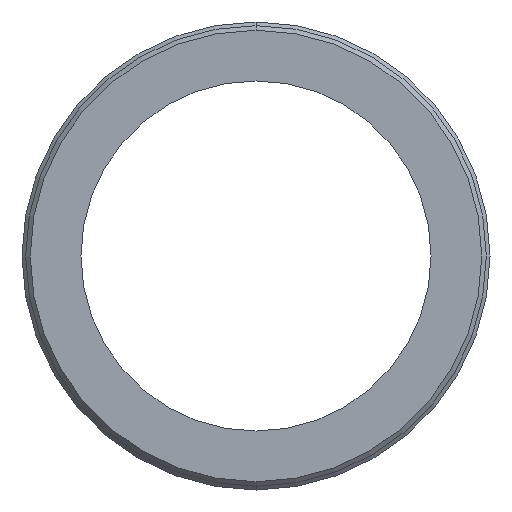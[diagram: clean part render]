
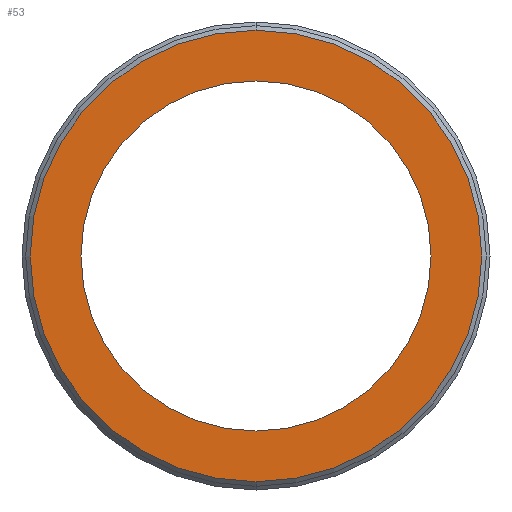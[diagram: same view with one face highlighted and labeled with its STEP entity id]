
A CAD part, front view. The second image highlights one B-rep face of the part: STEP entity #53.
In plain terms, the highlighted planar face has unit normal (0, -1, 0).
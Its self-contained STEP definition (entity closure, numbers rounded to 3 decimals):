
#21 = EDGE_CURVE ( 'NONE', #455, #651, #697, .T. ) ;
#53 = ADVANCED_FACE ( 'NONE', ( #745, #301 ), #713, .T. ) ;
#73 = ORIENTED_EDGE ( 'NONE', *, *, #954, .T. ) ;
#115 = CARTESIAN_POINT ( 'NONE',  ( 0., 0., -24.5 ) ) ;
#121 = EDGE_LOOP ( 'NONE', ( #659, #1071 ) ) ;
#128 = DIRECTION ( 'NONE',  ( 0., -1., 0. ) ) ;
#131 = DIRECTION ( 'NONE',  ( 0., 0., -1. ) ) ;
#149 = DIRECTION ( 'NONE',  ( 0., 0., -1. ) ) ;
#223 = CARTESIAN_POINT ( 'NONE',  ( 0., 0., 24.5 ) ) ;
#276 = AXIS2_PLACEMENT_3D ( 'NONE', #722, #778, #131 ) ;
#277 = VERTEX_POINT ( 'NONE', #115 ) ;
#301 = FACE_BOUND ( 'NONE', #121, .T. ) ;
#359 = DIRECTION ( 'NONE',  ( 0., 0., -1. ) ) ;
#391 = DIRECTION ( 'NONE',  ( 0., 0., -1. ) ) ;
#396 = CARTESIAN_POINT ( 'NONE',  ( 19., 0., 0. ) ) ;
#407 = DIRECTION ( 'NONE',  ( 0., -1., 0. ) ) ;
#445 = VERTEX_POINT ( 'NONE', #223 ) ;
#455 = VERTEX_POINT ( 'NONE', #990 ) ;
#543 = EDGE_LOOP ( 'NONE', ( #73, #1032 ) ) ;
#566 = DIRECTION ( 'NONE',  ( 0., -1., 0. ) ) ;
#567 = DIRECTION ( 'NONE',  ( 0., -1., 0. ) ) ;
#639 = CIRCLE ( 'NONE', #835, 19. ) ;
#651 = VERTEX_POINT ( 'NONE', #715 ) ;
#659 = ORIENTED_EDGE ( 'NONE', *, *, #21, .F. ) ;
#683 = AXIS2_PLACEMENT_3D ( 'NONE', #997, #128, #149 ) ;
#697 = CIRCLE ( 'NONE', #276, 19. ) ;
#712 = DIRECTION ( 'NONE',  ( 0., 0., -1. ) ) ;
#713 = PLANE ( 'NONE',  #1073 ) ;
#715 = CARTESIAN_POINT ( 'NONE',  ( 0., 0., 19. ) ) ;
#722 = CARTESIAN_POINT ( 'NONE',  ( 0., 0., 0. ) ) ;
#745 = FACE_OUTER_BOUND ( 'NONE', #543, .T. ) ;
#754 = EDGE_CURVE ( 'NONE', #651, #455, #639, .T. ) ;
#778 = DIRECTION ( 'NONE',  ( 0., -1., 0. ) ) ;
#811 = CIRCLE ( 'NONE', #683, 24.5 ) ;
#835 = AXIS2_PLACEMENT_3D ( 'NONE', #839, #566, #359 ) ;
#839 = CARTESIAN_POINT ( 'NONE',  ( 0., 0., 0. ) ) ;
#954 = EDGE_CURVE ( 'NONE', #445, #277, #1111, .T. ) ;
#981 = AXIS2_PLACEMENT_3D ( 'NONE', #1039, #567, #712 ) ;
#990 = CARTESIAN_POINT ( 'NONE',  ( 0., 0., -19. ) ) ;
#997 = CARTESIAN_POINT ( 'NONE',  ( 0., 0., 0. ) ) ;
#1032 = ORIENTED_EDGE ( 'NONE', *, *, #1046, .T. ) ;
#1039 = CARTESIAN_POINT ( 'NONE',  ( 0., 0., 0. ) ) ;
#1046 = EDGE_CURVE ( 'NONE', #277, #445, #811, .T. ) ;
#1071 = ORIENTED_EDGE ( 'NONE', *, *, #754, .F. ) ;
#1073 = AXIS2_PLACEMENT_3D ( 'NONE', #396, #407, #391 ) ;
#1111 = CIRCLE ( 'NONE', #981, 24.5 ) ;
